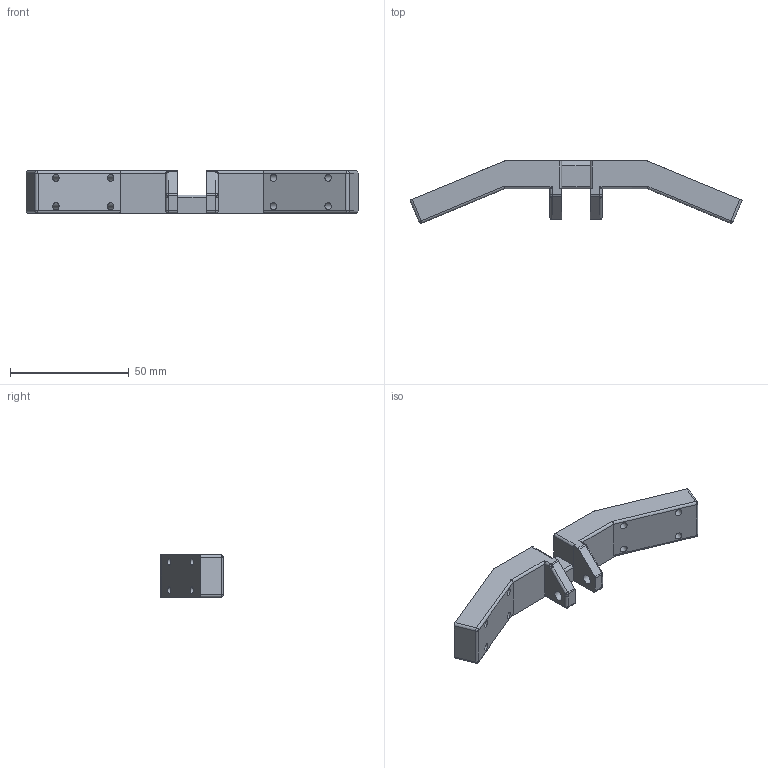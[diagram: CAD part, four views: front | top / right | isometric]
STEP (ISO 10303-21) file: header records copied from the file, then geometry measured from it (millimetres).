
FILE_DESCRIPTION(('FreeCAD Model'),'2;1');
FILE_NAME('Open CASCADE Shape Model','2022-06-01T18:37:34',('Author'),( ''),'Open CASCADE STEP processor 7.5','FreeCAD','Unknown');
FILE_SCHEMA(('AUTOMOTIVE_DESIGN { 1 0 10303 214 1 1 1 1 }'));
Length unit declared in the file: millimetre
Products named in the file (1): Body
Bounding box: 140 x 26.26 x 18 mm (x, y, z)
Volume: 28168.5 mm3; surface area: 10219.1 mm2
Topology: 1 solids, 1 shells, 86 faces, 236 edges, 146 vertices
Faces by surface type: cylinder 45, plane 27, bspline 8, sphere 6
Full cylindrical faces by diameter (mm): 3 x8, 4.2 x2
Entity records: 6314 total; most frequent: CARTESIAN_POINT 1771, DIRECTION 838, LINE 510, VECTOR 510, ORIENTED_EDGE 460, PCURVE 460, DEFINITIONAL_REPRESENTATION 460, EDGE_CURVE 230
